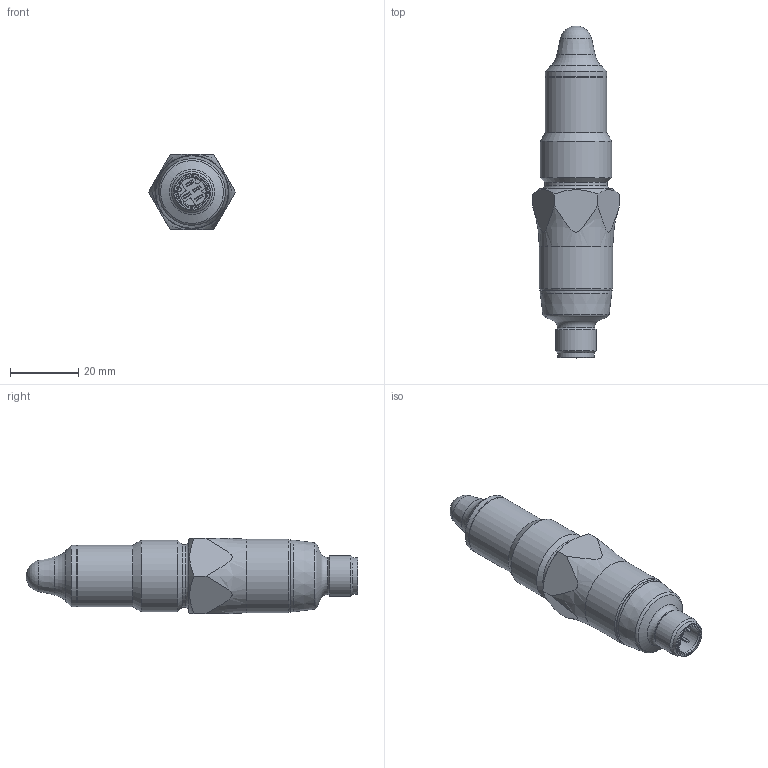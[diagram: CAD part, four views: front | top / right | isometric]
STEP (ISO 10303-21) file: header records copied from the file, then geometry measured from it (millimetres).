
FILE_DESCRIPTION(/* description */ ('Unknown'),/* implementation_level */ '2;1');
FILE_NAME(/* name */ 'LBFH-21.020.A03020.1.0003.0',/* time_stamp */ '2018-06-22T11:04:46+02:00',/* author */ ('Unknown'),/* organization */ ('Unknown'),/* preprocessor_version */ 'ST-DEVELOPER v16.7',/* originating_system */ 'DEX',/* authorisation */ $);
FILE_SCHEMA (('AUTOMOTIVE_DESIGN {1 0 10303 214 3 1 1}'));
Length unit declared in the file: millimetre
Products named in the file (1): Part3
Bounding box: 25.4 x 97.2 x 22 mm (x, y, z)
Volume: 9623.6 mm3; surface area: 12928.7 mm2
Topology: 2 solids, 4 shells, 445 faces, 1178 edges, 730 vertices
Faces by surface type: plane 223, cylinder 134, cone 39, sphere 26, torus 23
Full cylindrical faces by diameter (mm): 8 x1, 8.3 x1, 9.4 x1, 9.6 x1, 10.8 x1, 10.9 x1, 12 x1, 12.6 x1, 12.917 x1, 15 x1, 16.5 x1, 16.6 x1, 17.8 x1, 18 x2, 18.4 x1, 18.95 x1, 19 x2, 19.5 x1, 19.55 x1, 19.6 x1, 20 x1, 20.5 x1, 20.955 x1, 21 x1, 21.5 x1
Entity records: 14291 total; most frequent: CARTESIAN_POINT 2591, DIRECTION 2238, ORIENTED_EDGE 2128, EDGE_CURVE 1064, AXIS2_PLACEMENT_3D 810, VERTEX_POINT 693, LINE 618, VECTOR 618
